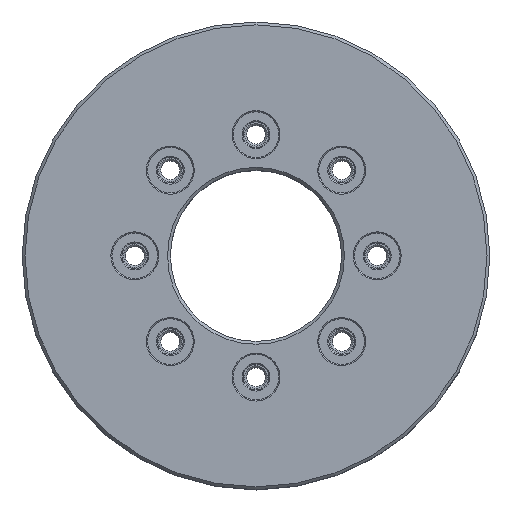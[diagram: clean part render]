
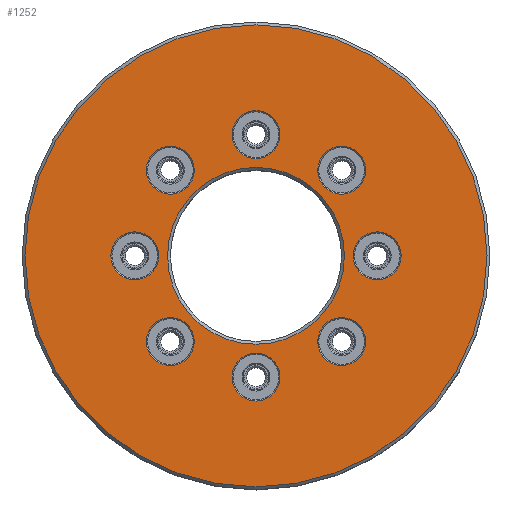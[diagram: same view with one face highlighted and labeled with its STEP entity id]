
A CAD part, top view. The second image highlights one B-rep face of the part: STEP entity #1252.
In plain terms, the highlighted planar face has unit normal (0, 0, 1).
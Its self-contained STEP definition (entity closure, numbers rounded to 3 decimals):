
#35=PLANE('',#1460);
#247=FACE_BOUND('',#559,.T.);
#248=FACE_BOUND('',#560,.T.);
#249=FACE_BOUND('',#561,.T.);
#250=FACE_BOUND('',#562,.T.);
#251=FACE_BOUND('',#563,.T.);
#252=FACE_BOUND('',#564,.T.);
#253=FACE_BOUND('',#565,.T.);
#254=FACE_BOUND('',#566,.T.);
#255=FACE_BOUND('',#567,.T.);
#354=FACE_OUTER_BOUND('',#558,.T.);
#558=EDGE_LOOP('',(#1093));
#559=EDGE_LOOP('',(#1094));
#560=EDGE_LOOP('',(#1095));
#561=EDGE_LOOP('',(#1096));
#562=EDGE_LOOP('',(#1097));
#563=EDGE_LOOP('',(#1098));
#564=EDGE_LOOP('',(#1099));
#565=EDGE_LOOP('',(#1100));
#566=EDGE_LOOP('',(#1101));
#567=EDGE_LOOP('',(#1102));
#605=CIRCLE('',#1318,40.5);
#607=CIRCLE('',#1321,15.5);
#616=CIRCLE('',#1337,4.2);
#623=CIRCLE('',#1349,4.2);
#630=CIRCLE('',#1361,4.2);
#637=CIRCLE('',#1373,4.2);
#644=CIRCLE('',#1385,4.2);
#651=CIRCLE('',#1397,4.2);
#658=CIRCLE('',#1409,4.2);
#665=CIRCLE('',#1421,4.2);
#712=VERTEX_POINT('',#1974);
#714=VERTEX_POINT('',#1979);
#723=VERTEX_POINT('',#2004);
#730=VERTEX_POINT('',#2023);
#737=VERTEX_POINT('',#2042);
#744=VERTEX_POINT('',#2061);
#751=VERTEX_POINT('',#2080);
#758=VERTEX_POINT('',#2099);
#765=VERTEX_POINT('',#2118);
#772=VERTEX_POINT('',#2137);
#819=EDGE_CURVE('',#712,#712,#605,.T.);
#821=EDGE_CURVE('',#714,#714,#607,.T.);
#830=EDGE_CURVE('',#723,#723,#616,.T.);
#837=EDGE_CURVE('',#730,#730,#623,.T.);
#844=EDGE_CURVE('',#737,#737,#630,.T.);
#851=EDGE_CURVE('',#744,#744,#637,.T.);
#858=EDGE_CURVE('',#751,#751,#644,.T.);
#865=EDGE_CURVE('',#758,#758,#651,.T.);
#872=EDGE_CURVE('',#765,#765,#658,.T.);
#879=EDGE_CURVE('',#772,#772,#665,.T.);
#1093=ORIENTED_EDGE('',*,*,#819,.F.);
#1094=ORIENTED_EDGE('',*,*,#821,.T.);
#1095=ORIENTED_EDGE('',*,*,#879,.T.);
#1096=ORIENTED_EDGE('',*,*,#872,.T.);
#1097=ORIENTED_EDGE('',*,*,#865,.T.);
#1098=ORIENTED_EDGE('',*,*,#858,.T.);
#1099=ORIENTED_EDGE('',*,*,#851,.T.);
#1100=ORIENTED_EDGE('',*,*,#844,.T.);
#1101=ORIENTED_EDGE('',*,*,#837,.T.);
#1102=ORIENTED_EDGE('',*,*,#830,.T.);
#1252=ADVANCED_FACE('',(#354,#247,#248,#249,#250,#251,#252,#253,#254,#255),
#35,.T.);
#1318=AXIS2_PLACEMENT_3D('',#1975,#1588,#1589);
#1321=AXIS2_PLACEMENT_3D('',#1980,#1594,#1595);
#1337=AXIS2_PLACEMENT_3D('',#2005,#1626,#1627);
#1349=AXIS2_PLACEMENT_3D('',#2024,#1650,#1651);
#1361=AXIS2_PLACEMENT_3D('',#2043,#1674,#1675);
#1373=AXIS2_PLACEMENT_3D('',#2062,#1698,#1699);
#1385=AXIS2_PLACEMENT_3D('',#2081,#1722,#1723);
#1397=AXIS2_PLACEMENT_3D('',#2100,#1746,#1747);
#1409=AXIS2_PLACEMENT_3D('',#2119,#1770,#1771);
#1421=AXIS2_PLACEMENT_3D('',#2138,#1794,#1795);
#1460=AXIS2_PLACEMENT_3D('',#2188,#1872,#1873);
#1588=DIRECTION('center_axis',(0.,0.,-1.));
#1589=DIRECTION('ref_axis',(1.,0.,0.));
#1594=DIRECTION('center_axis',(0.,0.,-1.));
#1595=DIRECTION('ref_axis',(1.,0.,0.));
#1626=DIRECTION('center_axis',(0.,0.,-1.));
#1627=DIRECTION('ref_axis',(1.,0.,0.));
#1650=DIRECTION('center_axis',(0.,0.,-1.));
#1651=DIRECTION('ref_axis',(0.,1.,0.));
#1674=DIRECTION('center_axis',(0.,0.,-1.));
#1675=DIRECTION('ref_axis',(-1.,0.,0.));
#1698=DIRECTION('center_axis',(0.,0.,-1.));
#1699=DIRECTION('ref_axis',(0.,-1.,0.));
#1722=DIRECTION('center_axis',(0.,0.,-1.));
#1723=DIRECTION('ref_axis',(0.707,0.707,0.));
#1746=DIRECTION('center_axis',(0.,0.,-1.));
#1747=DIRECTION('ref_axis',(-0.707,0.707,0.));
#1770=DIRECTION('center_axis',(0.,0.,-1.));
#1771=DIRECTION('ref_axis',(-0.707,-0.707,0.));
#1794=DIRECTION('center_axis',(0.,0.,-1.));
#1795=DIRECTION('ref_axis',(0.707,-0.707,0.));
#1872=DIRECTION('center_axis',(0.,0.,1.));
#1873=DIRECTION('ref_axis',(-1.,0.,0.));
#1974=CARTESIAN_POINT('',(-40.5,0.,14.5));
#1975=CARTESIAN_POINT('Origin',(0.,0.,14.5));
#1979=CARTESIAN_POINT('',(-15.5,0.,14.5));
#1980=CARTESIAN_POINT('Origin',(0.,0.,14.5));
#2004=CARTESIAN_POINT('',(-4.2,21.25,14.5));
#2005=CARTESIAN_POINT('Origin',(0.,21.25,14.5));
#2023=CARTESIAN_POINT('',(-21.25,-4.2,14.5));
#2024=CARTESIAN_POINT('Origin',(-21.25,0.,14.5));
#2042=CARTESIAN_POINT('',(4.2,-21.25,14.5));
#2043=CARTESIAN_POINT('Origin',(0.,-21.25,14.5));
#2061=CARTESIAN_POINT('',(21.25,4.2,14.5));
#2062=CARTESIAN_POINT('Origin',(21.25,0.,14.5));
#2080=CARTESIAN_POINT('',(-17.996,12.056,14.5));
#2081=CARTESIAN_POINT('Origin',(-15.026,15.026,14.5));
#2099=CARTESIAN_POINT('',(-12.056,-17.996,14.5));
#2100=CARTESIAN_POINT('Origin',(-15.026,-15.026,14.5));
#2118=CARTESIAN_POINT('',(17.996,-12.056,14.5));
#2119=CARTESIAN_POINT('Origin',(15.026,-15.026,14.5));
#2137=CARTESIAN_POINT('',(12.056,17.996,14.5));
#2138=CARTESIAN_POINT('Origin',(15.026,15.026,14.5));
#2188=CARTESIAN_POINT('Origin',(28.,0.,14.5));
